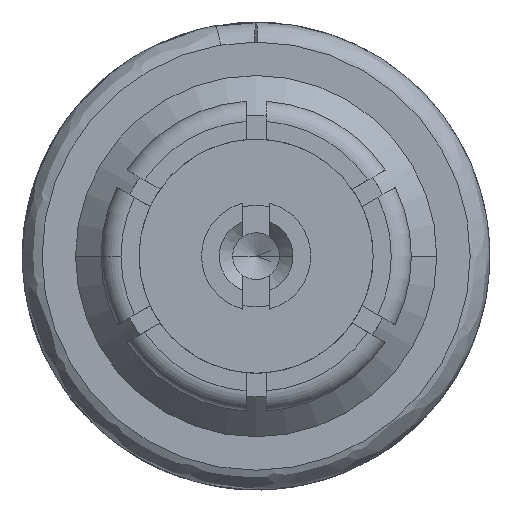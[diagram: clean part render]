
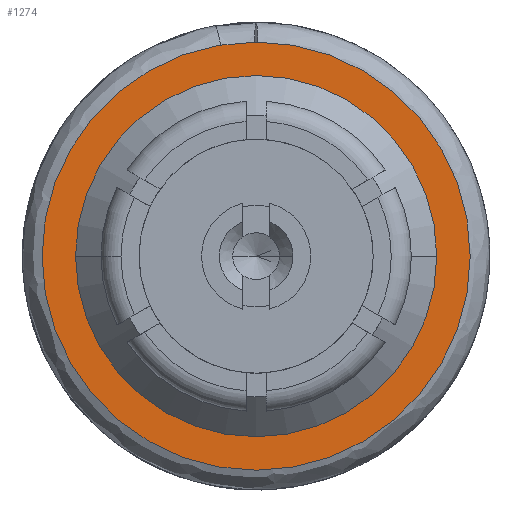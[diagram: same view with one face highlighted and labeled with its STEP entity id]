
A CAD part, left-side view. The second image highlights one B-rep face of the part: STEP entity #1274.
In plain terms, the highlighted planar face has unit normal (-1, 0, 0).
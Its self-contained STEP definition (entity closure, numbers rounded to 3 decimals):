
#115 = EDGE_LOOP ( 'NONE', ( #7781, #627 ) ) ;
#290 = DIRECTION ( 'NONE',  ( 1., 0., 0. ) ) ;
#421 = VERTEX_POINT ( 'NONE', #7236 ) ;
#627 = ORIENTED_EDGE ( 'NONE', *, *, #4693, .T. ) ;
#641 = EDGE_CURVE ( 'NONE', #421, #3913, #3043, .T. ) ;
#1274 = ADVANCED_FACE ( 'NONE', ( #6231, #5529 ), #8403, .F. ) ;
#1289 = CIRCLE ( 'NONE', #7616, 1.35 ) ;
#1456 = EDGE_CURVE ( 'NONE', #8837, #3174, #7463, .T. ) ;
#1467 = DIRECTION ( 'NONE',  ( 0., 1., 0. ) ) ;
#2028 = CARTESIAN_POINT ( 'NONE',  ( -15.087, 0., 0. ) ) ;
#2882 = DIRECTION ( 'NONE',  ( 0., 1., 0. ) ) ;
#3043 = CIRCLE ( 'NONE', #8309, 1.35 ) ;
#3174 = VERTEX_POINT ( 'NONE', #7059 ) ;
#3228 = AXIS2_PLACEMENT_3D ( 'NONE', #4997, #7876, #2882 ) ;
#3913 = VERTEX_POINT ( 'NONE', #7958 ) ;
#3974 = CARTESIAN_POINT ( 'NONE',  ( -15.087, -1.35, 0. ) ) ;
#4017 = DIRECTION ( 'NONE',  ( 1., 0., 0. ) ) ;
#4101 = CARTESIAN_POINT ( 'NONE',  ( -15.087, 0., 0. ) ) ;
#4693 = EDGE_CURVE ( 'NONE', #3913, #421, #1289, .T. ) ;
#4710 = ORIENTED_EDGE ( 'NONE', *, *, #1456, .F. ) ;
#4997 = CARTESIAN_POINT ( 'NONE',  ( -15.087, 0., 0. ) ) ;
#5529 = FACE_OUTER_BOUND ( 'NONE', #6314, .T. ) ;
#5946 = AXIS2_PLACEMENT_3D ( 'NONE', #3974, #290, #6811 ) ;
#5988 = EDGE_CURVE ( 'NONE', #3174, #8837, #8340, .T. ) ;
#6115 = CARTESIAN_POINT ( 'NONE',  ( -15.087, -1.6, 0. ) ) ;
#6231 = FACE_BOUND ( 'NONE', #115, .T. ) ;
#6233 = CARTESIAN_POINT ( 'NONE',  ( -15.087, 0., 0. ) ) ;
#6314 = EDGE_LOOP ( 'NONE', ( #8396, #4710 ) ) ;
#6325 = DIRECTION ( 'NONE',  ( 1., 0., 0. ) ) ;
#6811 = DIRECTION ( 'NONE',  ( 0., 1., 0. ) ) ;
#7059 = CARTESIAN_POINT ( 'NONE',  ( -15.087, 1.6, 0. ) ) ;
#7069 = DIRECTION ( 'NONE',  ( 0., 1., 0. ) ) ;
#7236 = CARTESIAN_POINT ( 'NONE',  ( -15.087, 1.35, 0. ) ) ;
#7463 = CIRCLE ( 'NONE', #7758, 1.6 ) ;
#7616 = AXIS2_PLACEMENT_3D ( 'NONE', #2028, #7778, #1467 ) ;
#7758 = AXIS2_PLACEMENT_3D ( 'NONE', #4101, #6325, #7069 ) ;
#7778 = DIRECTION ( 'NONE',  ( 1., 0., 0. ) ) ;
#7781 = ORIENTED_EDGE ( 'NONE', *, *, #641, .T. ) ;
#7876 = DIRECTION ( 'NONE',  ( 1., 0., 0. ) ) ;
#7958 = CARTESIAN_POINT ( 'NONE',  ( -15.087, -1.35, 0. ) ) ;
#8309 = AXIS2_PLACEMENT_3D ( 'NONE', #6233, #4017, #9118 ) ;
#8340 = CIRCLE ( 'NONE', #3228, 1.6 ) ;
#8396 = ORIENTED_EDGE ( 'NONE', *, *, #5988, .F. ) ;
#8403 = PLANE ( 'NONE',  #5946 ) ;
#8837 = VERTEX_POINT ( 'NONE', #6115 ) ;
#9118 = DIRECTION ( 'NONE',  ( 0., 1., 0. ) ) ;
